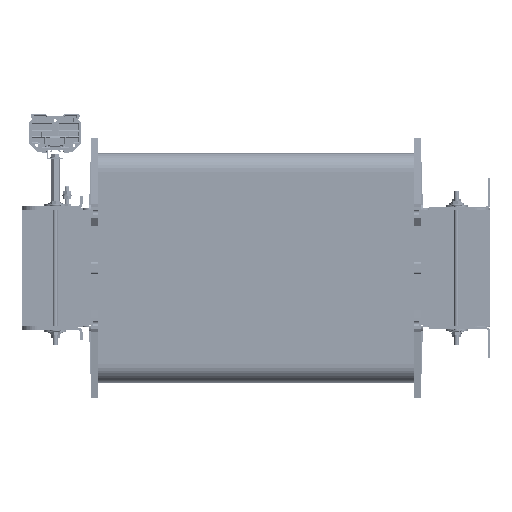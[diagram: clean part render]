
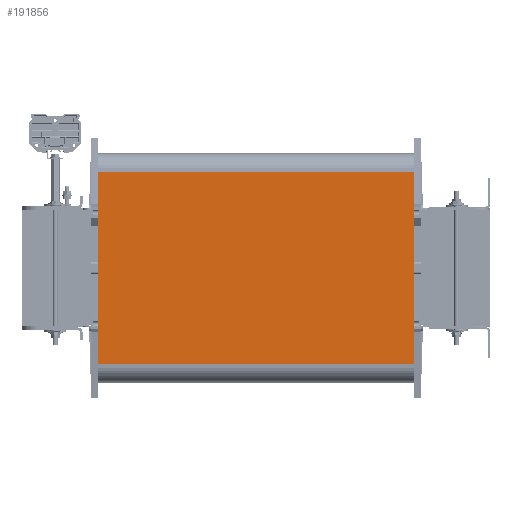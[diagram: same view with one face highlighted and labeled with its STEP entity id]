
A CAD part, left-side view. The second image highlights one B-rep face of the part: STEP entity #191856.
In plain terms, the highlighted planar face has unit normal (-1, 0, 0).
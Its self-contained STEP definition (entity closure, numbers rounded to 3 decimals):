
#9260=FACE_OUTER_BOUND('',#19819,.T.);
#19819=EDGE_LOOP('',(#124666,#124667,#124668,#124669));
#33163=LINE('',#271472,#55539);
#33167=LINE('',#271487,#55543);
#33168=LINE('',#271490,#55544);
#33169=LINE('',#271491,#55545);
#55539=VECTOR('',#219985,10.);
#55543=VECTOR('',#219999,10.);
#55544=VECTOR('',#220002,10.);
#55545=VECTOR('',#220003,10.);
#77308=VERTEX_POINT('',#271469);
#77309=VERTEX_POINT('',#271471);
#77315=VERTEX_POINT('',#271485);
#77316=VERTEX_POINT('',#271489);
#95697=EDGE_CURVE('',#77308,#77309,#33163,.T.);
#95705=EDGE_CURVE('',#77315,#77308,#33167,.T.);
#95706=EDGE_CURVE('',#77316,#77315,#33168,.T.);
#95707=EDGE_CURVE('',#77316,#77309,#33169,.T.);
#124666=ORIENTED_EDGE('',*,*,#95705,.F.);
#124667=ORIENTED_EDGE('',*,*,#95706,.F.);
#124668=ORIENTED_EDGE('',*,*,#95707,.T.);
#124669=ORIENTED_EDGE('',*,*,#95697,.F.);
#174855=PLANE('',#202756);
#191856=ADVANCED_FACE('',(#9260),#174855,.T.);
#202756=AXIS2_PLACEMENT_3D('',#271488,#220000,#220001);
#219985=DIRECTION('',(0.,0.,-1.));
#219999=DIRECTION('',(0.,-1.,0.));
#220000=DIRECTION('center_axis',(-1.,0.,0.));
#220001=DIRECTION('ref_axis',(0.,0.,
1.));
#220002=DIRECTION('',(0.,0.,1.));
#220003=DIRECTION('',(0.,-1.,0.));
#271469=CARTESIAN_POINT('',(-370.,-260.5,159.25));
#271471=CARTESIAN_POINT('',(-370.,-260.5,-159.25));
#271472=CARTESIAN_POINT('',(-370.,-260.5,159.25));
#271485=CARTESIAN_POINT('',(-370.,260.5,159.25));
#271487=CARTESIAN_POINT('',(-370.,0.,159.25));
#271488=CARTESIAN_POINT('Origin',(-370.,0.,-159.25));
#271489=CARTESIAN_POINT('',(-370.,260.5,-159.25));
#271490=CARTESIAN_POINT('',(-370.,260.5,159.25));
#271491=CARTESIAN_POINT('',(-370.,0.,-159.25));
